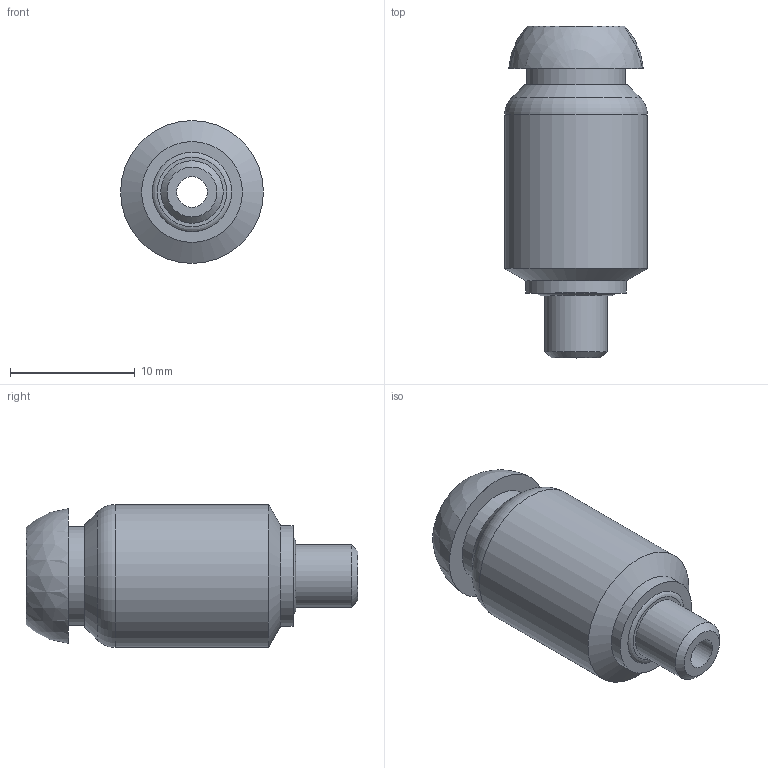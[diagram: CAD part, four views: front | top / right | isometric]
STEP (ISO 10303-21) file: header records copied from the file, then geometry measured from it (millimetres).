
FILE_DESCRIPTION((''),'2;1');
FILE_NAME('Schlauchanschluss_M5_Gerade fuer 6er Schlauch_A26003906.stp','2006-10-26T07:56:30',('ScheitB'),(''),'Autodesk Inventor 10','Autodesk Inventor 10','');
FILE_SCHEMA(('AUTOMOTIVE_DESIGN { 1 0 10303 214 1 1 1 1 }'));
Length unit declared in the file: millimetre
Products named in the file (1): angea24a
Bounding box: 11.45 x 26.6 x 11.45 mm (x, y, z)
Volume: 1499.3 mm3; surface area: 1376.6 mm2
Topology: 1 solids, 1 shells, 26 faces, 48 edges, 31 vertices
Faces by surface type: plane 14, cylinder 6, cone 3, torus 2, sphere 1
Full cylindrical faces by diameter (mm): 2.45 x1, 5 x1, 6 x1, 7.9 x1, 8.08 x1, 11.45 x1
Entity records: 619 total; most frequent: DIRECTION 110, CARTESIAN_POINT 95, ORIENTED_EDGE 74, AXIS2_PLACEMENT_3D 46, EDGE_LOOP 46, EDGE_CURVE 37, VERTEX_POINT 31, FACE_OUTER_BOUND 26
